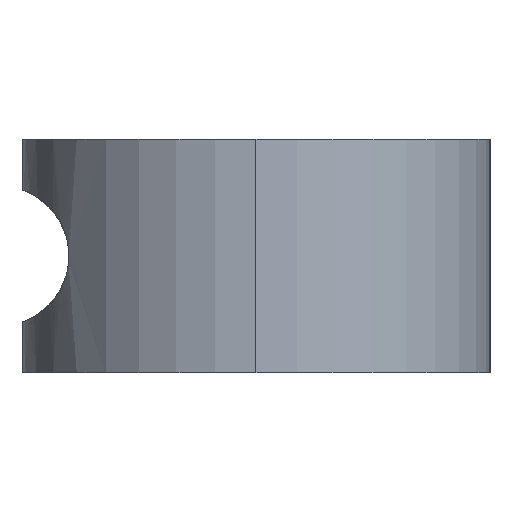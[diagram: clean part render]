
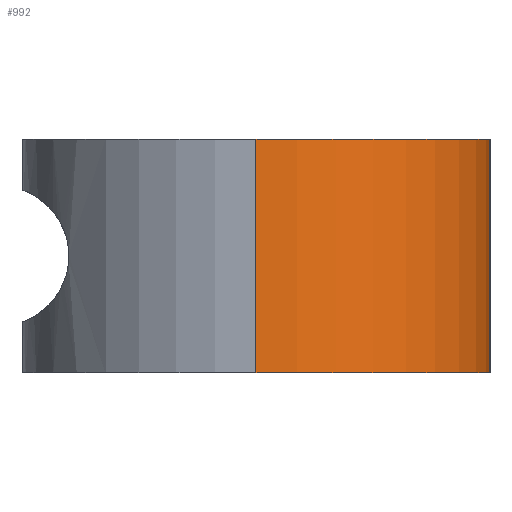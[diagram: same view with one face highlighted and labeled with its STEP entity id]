
A CAD part, left-side view. The second image highlights one B-rep face of the part: STEP entity #992.
In plain terms, the highlighted cylindrical face has radius 10 mm (diameter 20 mm), a partial arc.
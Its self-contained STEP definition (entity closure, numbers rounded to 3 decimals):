
#164 = DIRECTION ( 'NONE',  ( 1., 0., 0. ) ) ;
#178 = CARTESIAN_POINT ( 'NONE',  ( 10., 10., 10. ) ) ;
#269 = CARTESIAN_POINT ( 'NONE',  ( 0., 10., 0. ) ) ;
#342 = EDGE_LOOP ( 'NONE', ( #1500, #828, #1336, #523 ) ) ;
#489 = EDGE_CURVE ( 'NONE', #657, #2057, #1317, .T. ) ;
#493 = CARTESIAN_POINT ( 'NONE',  ( 10., 10., 10. ) ) ;
#523 = ORIENTED_EDGE ( 'NONE', *, *, #1200, .F. ) ;
#577 = VERTEX_POINT ( 'NONE', #2130 ) ;
#600 = EDGE_CURVE ( 'NONE', #577, #2057, #2242, .T. ) ;
#630 = DIRECTION ( 'NONE',  ( 0., 0., -1. ) ) ;
#657 = VERTEX_POINT ( 'NONE', #1482 ) ;
#774 = AXIS2_PLACEMENT_3D ( 'NONE', #493, #2137, #2267 ) ;
#828 = ORIENTED_EDGE ( 'NONE', *, *, #489, .T. ) ;
#868 = CARTESIAN_POINT ( 'NONE',  ( 10., 10., 0. ) ) ;
#992 = ADVANCED_FACE ( 'NONE', ( #1764 ), #2316, .T. ) ;
#1108 = CIRCLE ( 'NONE', #1859, 10. ) ;
#1146 = EDGE_CURVE ( 'NONE', #657, #1456, #1108, .T. ) ;
#1200 = EDGE_CURVE ( 'NONE', #1456, #577, #2176, .T. ) ;
#1223 = AXIS2_PLACEMENT_3D ( 'NONE', #868, #1374, #164 ) ;
#1317 = LINE ( 'NONE', #2237, #2206 ) ;
#1336 = ORIENTED_EDGE ( 'NONE', *, *, #600, .F. ) ;
#1374 = DIRECTION ( 'NONE',  ( 0., 0., -1. ) ) ;
#1456 = VERTEX_POINT ( 'NONE', #1918 ) ;
#1469 = CARTESIAN_POINT ( 'NONE',  ( 10., 0., 0. ) ) ;
#1482 = CARTESIAN_POINT ( 'NONE',  ( 0., 10., 10. ) ) ;
#1500 = ORIENTED_EDGE ( 'NONE', *, *, #1146, .F. ) ;
#1665 = VECTOR ( 'NONE', #2187, 1000. ) ;
#1764 = FACE_OUTER_BOUND ( 'NONE', #342, .T. ) ;
#1829 = DIRECTION ( 'NONE',  ( 0., 0., 1. ) ) ;
#1859 = AXIS2_PLACEMENT_3D ( 'NONE', #178, #1829, #1968 ) ;
#1918 = CARTESIAN_POINT ( 'NONE',  ( 10., 0., 10. ) ) ;
#1968 = DIRECTION ( 'NONE',  ( 1., 0., 0. ) ) ;
#2057 = VERTEX_POINT ( 'NONE', #269 ) ;
#2130 = CARTESIAN_POINT ( 'NONE',  ( 10., 0., 0. ) ) ;
#2137 = DIRECTION ( 'NONE',  ( 0., 0., 1. ) ) ;
#2176 = LINE ( 'NONE', #1469, #1665 ) ;
#2187 = DIRECTION ( 'NONE',  ( 0., 0., -1. ) ) ;
#2206 = VECTOR ( 'NONE', #630, 1000. ) ;
#2237 = CARTESIAN_POINT ( 'NONE',  ( 0., 10., 10. ) ) ;
#2242 = CIRCLE ( 'NONE', #1223, 10. ) ;
#2267 = DIRECTION ( 'NONE',  ( 1., 0., 0. ) ) ;
#2316 = CYLINDRICAL_SURFACE ( 'NONE', #774, 10. ) ;
